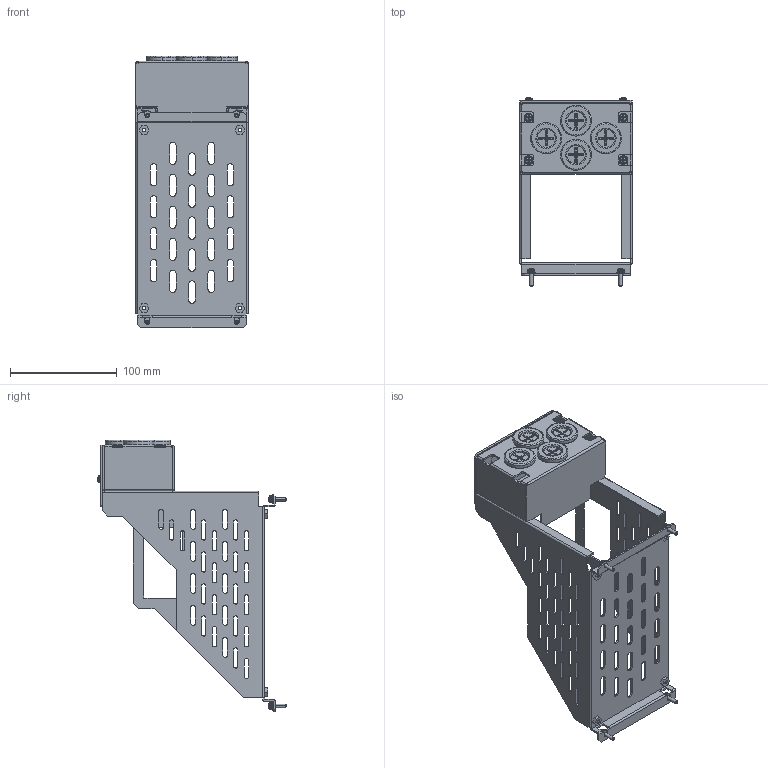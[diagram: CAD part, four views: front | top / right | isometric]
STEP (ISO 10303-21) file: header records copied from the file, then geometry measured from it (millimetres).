
FILE_DESCRIPTION (( 'STEP AP214' ), '1' );
FILE_NAME ('ACG-N1B.STEP', '2024-05-14T16:15:40', ( '' ), ( '' ), 'SwSTEP 2.0', 'SolidWorks 2021', '' );
FILE_SCHEMA (( 'AUTOMOTIVE_DESIGN' ));
Length unit declared in the file: inch
Products named in the file (1): ACG-N1B
Bounding box: 105.2 x 177.05 x 254.7 mm (x, y, z)
Volume: 146579.2 mm3; surface area: 190085.3 mm2
Topology: 18 solids, 18 shells, 1343 faces, 3631 edges, 2394 vertices
Faces by surface type: plane 698, cylinder 506, bspline 97, cone 38, torus 4
Entity records: 46401 total; most frequent: CARTESIAN_POINT 11720, ORIENTED_EDGE 7262, DIRECTION 7081, EDGE_CURVE 3631, AXIS2_PLACEMENT_3D 2443, VERTEX_POINT 2394, LINE 2195, VECTOR 2195
